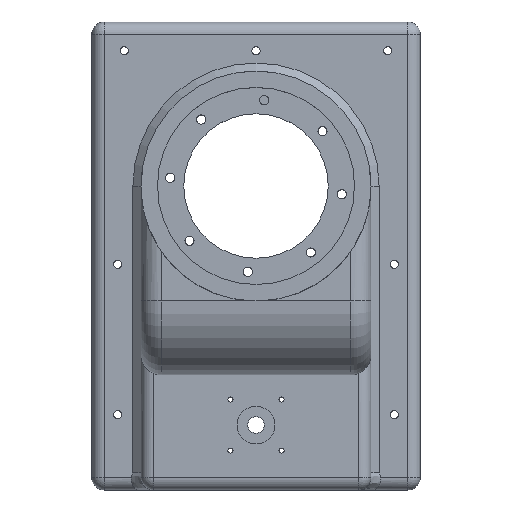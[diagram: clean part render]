
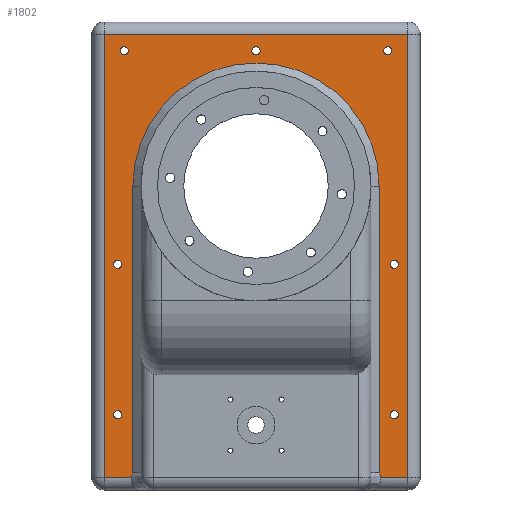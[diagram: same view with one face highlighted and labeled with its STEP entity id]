
A CAD part, top view. The second image highlights one B-rep face of the part: STEP entity #1802.
In plain terms, the highlighted planar face has unit normal (0, 0, 1).
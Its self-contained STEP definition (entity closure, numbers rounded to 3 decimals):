
#34=B_SPLINE_CURVE_WITH_KNOTS('',3,(#2913,#2914,#2915,#2916,#2917,#2918,
#2919,#2920),.UNSPECIFIED.,.F.,.F.,(4,2,2,4),(1.585,1.735,
2.047,2.085),.UNSPECIFIED.);
#41=B_SPLINE_CURVE_WITH_KNOTS('',3,(#3113,#3114,#3115,#3116,#3117,#3118),
 .UNSPECIFIED.,.F.,.F.,(4,2,4),(-2.381,-2.158,-1.887),
 .UNSPECIFIED.);
#164=LINE('',#2841,#297);
#166=LINE('',#2857,#299);
#185=LINE('',#3139,#318);
#186=LINE('',#3141,#319);
#187=LINE('',#3143,#320);
#188=LINE('',#3145,#321);
#189=LINE('',#3146,#322);
#297=VECTOR('',#2283,10.);
#299=VECTOR('',#2293,10.);
#318=VECTOR('',#2334,10.);
#319=VECTOR('',#2335,10.);
#320=VECTOR('',#2336,10.);
#321=VECTOR('',#2337,10.);
#322=VECTOR('',#2338,10.);
#402=FACE_BOUND('',#585,.T.);
#403=FACE_BOUND('',#586,.T.);
#404=FACE_BOUND('',#587,.T.);
#405=FACE_BOUND('',#588,.T.);
#406=FACE_BOUND('',#589,.T.);
#407=FACE_BOUND('',#590,.T.);
#408=FACE_BOUND('',#591,.T.);
#457=FACE_OUTER_BOUND('',#584,.T.);
#584=EDGE_LOOP('',(#1428,#1429,#1430,#1431,#1432,#1433,#1434,#1435,#1436,
#1437));
#585=EDGE_LOOP('',(#1438));
#586=EDGE_LOOP('',(#1439));
#587=EDGE_LOOP('',(#1440));
#588=EDGE_LOOP('',(#1441));
#589=EDGE_LOOP('',(#1442));
#590=EDGE_LOOP('',(#1443));
#591=EDGE_LOOP('',(#1444));
#722=CIRCLE('',#1934,2.5);
#723=CIRCLE('',#1936,2.5);
#724=CIRCLE('',#1938,2.5);
#725=CIRCLE('',#1940,2.5);
#726=CIRCLE('',#1942,2.5);
#727=CIRCLE('',#1944,2.5);
#728=CIRCLE('',#1946,2.5);
#730=CIRCLE('',#1950,75.);
#860=VERTEX_POINT('',#2801);
#861=VERTEX_POINT('',#2805);
#862=VERTEX_POINT('',#2809);
#863=VERTEX_POINT('',#2813);
#864=VERTEX_POINT('',#2817);
#865=VERTEX_POINT('',#2821);
#866=VERTEX_POINT('',#2825);
#868=VERTEX_POINT('',#2830);
#870=VERTEX_POINT('',#2839);
#872=VERTEX_POINT('',#2845);
#873=VERTEX_POINT('',#2849);
#878=VERTEX_POINT('',#2906);
#900=VERTEX_POINT('',#3112);
#903=VERTEX_POINT('',#3138);
#904=VERTEX_POINT('',#3140);
#905=VERTEX_POINT('',#3142);
#906=VERTEX_POINT('',#3144);
#1040=EDGE_CURVE('',#860,#860,#722,.T.);
#1042=EDGE_CURVE('',#861,#861,#723,.T.);
#1044=EDGE_CURVE('',#862,#862,#724,.T.);
#1046=EDGE_CURVE('',#863,#863,#725,.T.);
#1048=EDGE_CURVE('',#864,#864,#726,.T.);
#1050=EDGE_CURVE('',#865,#865,#727,.T.);
#1052=EDGE_CURVE('',#866,#866,#728,.T.);
#1057=EDGE_CURVE('',#870,#868,#164,.T.);
#1060=EDGE_CURVE('',#872,#870,#730,.T.);
#1062=EDGE_CURVE('',#873,#872,#166,.T.);
#1068=EDGE_CURVE('',#873,#878,#34,.T.);
#1096=EDGE_CURVE('',#868,#900,#41,.T.);
#1100=EDGE_CURVE('',#903,#878,#185,.T.);
#1101=EDGE_CURVE('',#904,#903,#186,.T.);
#1102=EDGE_CURVE('',#905,#904,#187,.T.);
#1103=EDGE_CURVE('',#906,#905,#188,.T.);
#1104=EDGE_CURVE('',#900,#906,#189,.T.);
#1428=ORIENTED_EDGE('',*,*,#1062,.F.);
#1429=ORIENTED_EDGE('',*,*,#1068,.T.);
#1430=ORIENTED_EDGE('',*,*,#1100,.F.);
#1431=ORIENTED_EDGE('',*,*,#1101,.F.);
#1432=ORIENTED_EDGE('',*,*,#1102,.F.);
#1433=ORIENTED_EDGE('',*,*,#1103,.F.);
#1434=ORIENTED_EDGE('',*,*,#1104,.F.);
#1435=ORIENTED_EDGE('',*,*,#1096,.F.);
#1436=ORIENTED_EDGE('',*,*,#1057,.F.);
#1437=ORIENTED_EDGE('',*,*,#1060,.F.);
#1438=ORIENTED_EDGE('',*,*,#1040,.T.);
#1439=ORIENTED_EDGE('',*,*,#1042,.T.);
#1440=ORIENTED_EDGE('',*,*,#1044,.T.);
#1441=ORIENTED_EDGE('',*,*,#1046,.T.);
#1442=ORIENTED_EDGE('',*,*,#1048,.T.);
#1443=ORIENTED_EDGE('',*,*,#1050,.T.);
#1444=ORIENTED_EDGE('',*,*,#1052,.T.);
#1752=PLANE('',#1962);
#1802=ADVANCED_FACE('',(#457,#402,#403,#404,#405,#406,#407,#408),#1752,
 .T.);
#1934=AXIS2_PLACEMENT_3D('',#2802,#2246,#2247);
#1936=AXIS2_PLACEMENT_3D('',#2806,#2251,#2252);
#1938=AXIS2_PLACEMENT_3D('',#2810,#2256,#2257);
#1940=AXIS2_PLACEMENT_3D('',#2814,#2261,#2262);
#1942=AXIS2_PLACEMENT_3D('',#2818,#2266,#2267);
#1944=AXIS2_PLACEMENT_3D('',#2822,#2271,#2272);
#1946=AXIS2_PLACEMENT_3D('',#2826,#2276,#2277);
#1950=AXIS2_PLACEMENT_3D('',#2847,#2289,#2290);
#1962=AXIS2_PLACEMENT_3D('',#3137,#2332,#2333);
#2246=DIRECTION('center_axis',(0.,0.,-1.));
#2247=DIRECTION('ref_axis',(1.,0.,0.));
#2251=DIRECTION('center_axis',(0.,0.,-1.));
#2252=DIRECTION('ref_axis',(1.,0.,0.));
#2256=DIRECTION('center_axis',(0.,0.,-1.));
#2257=DIRECTION('ref_axis',(1.,0.,0.));
#2261=DIRECTION('center_axis',(0.,0.,-1.));
#2262=DIRECTION('ref_axis',(1.,0.,0.));
#2266=DIRECTION('center_axis',(0.,0.,-1.));
#2267=DIRECTION('ref_axis',(1.,0.,0.));
#2271=DIRECTION('center_axis',(0.,0.,-1.));
#2272=DIRECTION('ref_axis',(1.,0.,0.));
#2276=DIRECTION('center_axis',(0.,0.,-1.));
#2277=DIRECTION('ref_axis',(1.,0.,0.));
#2283=DIRECTION('',(0.,-1.,0.));
#2289=DIRECTION('center_axis',(0.,0.,1.));
#2290=DIRECTION('ref_axis',(0.707,0.707,0.));
#2293=DIRECTION('',(0.,1.,0.));
#2332=DIRECTION('center_axis',(0.,0.,1.));
#2333=DIRECTION('ref_axis',(0.,1.,0.));
#2334=DIRECTION('',(-1.,0.,0.));
#2335=DIRECTION('',(0.,-1.,0.));
#2336=DIRECTION('',(1.,0.,0.));
#2337=DIRECTION('',(0.,1.,0.));
#2338=DIRECTION('',(-1.,0.,0.));
#2801=CARTESIAN_POINT('',(-36.75,2.461,55.));
#2802=CARTESIAN_POINT('Origin',(-34.25,2.461,55.));
#2805=CARTESIAN_POINT('',(131.75,2.461,55.));
#2806=CARTESIAN_POINT('Origin',(134.25,2.461,55.));
#2809=CARTESIAN_POINT('',(47.5,132.422,55.));
#2810=CARTESIAN_POINT('Origin',(50.,132.422,55.));
#2813=CARTESIAN_POINT('',(-32.689,132.422,55.));
#2814=CARTESIAN_POINT('Origin',(-30.189,132.422,55.));
#2817=CARTESIAN_POINT('',(127.689,132.422,55.));
#2818=CARTESIAN_POINT('Origin',(130.189,132.422,55.));
#2821=CARTESIAN_POINT('',(131.75,-89.141,55.));
#2822=CARTESIAN_POINT('Origin',(134.25,-89.141,55.));
#2825=CARTESIAN_POINT('',(-36.75,-89.141,55.));
#2826=CARTESIAN_POINT('Origin',(-34.25,-89.141,55.));
#2830=CARTESIAN_POINT('',(-25.,-124.471,55.));
#2839=CARTESIAN_POINT('',(-25.,50.,55.));
#2841=CARTESIAN_POINT('',(-25.,40.,55.));
#2845=CARTESIAN_POINT('',(125.,50.,55.));
#2847=CARTESIAN_POINT('Origin',(50.,50.,55.));
#2849=CARTESIAN_POINT('',(125.,-124.471,55.));
#2857=CARTESIAN_POINT('',(125.,-10.,55.));
#2906=CARTESIAN_POINT('',(126.,-127.5,55.));
#2913=CARTESIAN_POINT('Ctrl Pts',(125.,-124.471,55.));
#2914=CARTESIAN_POINT('Ctrl Pts',(125.185,-124.737,55.));
#2915=CARTESIAN_POINT('Ctrl Pts',(125.35,-125.017,55.));
#2916=CARTESIAN_POINT('Ctrl Pts',(125.783,-125.924,55.));
#2917=CARTESIAN_POINT('Ctrl Pts',(125.959,-126.578,55.));
#2918=CARTESIAN_POINT('Ctrl Pts',(125.998,-127.337,55.));
#2919=CARTESIAN_POINT('Ctrl Pts',(126.,-127.419,55.));
#2920=CARTESIAN_POINT('Ctrl Pts',(126.,-127.5,55.));
#3112=CARTESIAN_POINT('',(-26.,-127.5,55.));
#3113=CARTESIAN_POINT('Ctrl Pts',(-25.,-124.471,55.));
#3114=CARTESIAN_POINT('Ctrl Pts',(-25.279,-124.872,55.));
#3115=CARTESIAN_POINT('Ctrl Pts',(-25.511,-125.303,55.));
#3116=CARTESIAN_POINT('Ctrl Pts',(-25.89,-126.322,55.));
#3117=CARTESIAN_POINT('Ctrl Pts',(-26.,-126.905,55.));
#3118=CARTESIAN_POINT('Ctrl Pts',(-26.,-127.5,55.));
#3137=CARTESIAN_POINT('Origin',(-20.,-20.,55.));
#3138=CARTESIAN_POINT('',(142.5,-127.5,55.));
#3139=CARTESIAN_POINT('',(-10.,-127.5,55.));
#3140=CARTESIAN_POINT('',(142.5,142.5,55.));
#3141=CARTESIAN_POINT('',(142.5,15.,55.));
#3142=CARTESIAN_POINT('',(-42.5,142.5,55.));
#3143=CARTESIAN_POINT('',(15.,142.5,55.));
#3144=CARTESIAN_POINT('',(-42.5,-127.5,55.));
#3145=CARTESIAN_POINT('',(-42.5,15.,55.));
#3146=CARTESIAN_POINT('',(-10.,-127.5,55.));
